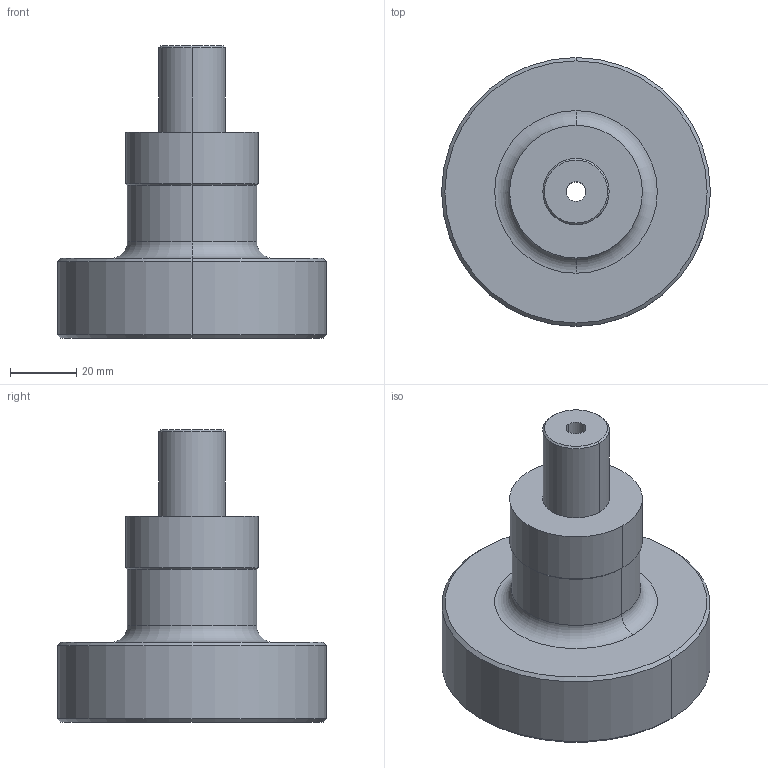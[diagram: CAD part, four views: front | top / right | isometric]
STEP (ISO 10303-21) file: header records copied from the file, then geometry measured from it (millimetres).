
FILE_DESCRIPTION((''),'2;1');
FILE_NAME('8432908188','2022-02-16T15:06:16',('thiemer'),(''),'CREO PARAMETRIC BY PTC INC, 2021164','CREO PARAMETRIC BY PTC INC, 2021164','');
FILE_SCHEMA(('AUTOMOTIVE_DESIGN { 1 0 10303 214 1 1 1 1 }'));
Length unit declared in the file: millimetre
Products named in the file (1): 8432908188
Bounding box: 81 x 81 x 88 mm (x, y, z)
Volume: 136678 mm3; surface area: 26095.1 mm2
Topology: 1 solids, 1 shells, 27 faces, 54 edges, 32 vertices
Faces by surface type: cylinder 12, cone 8, plane 5, torus 2
Entity records: 1195 total; most frequent: DIRECTION 178, CARTESIAN_POINT 138, ORIENTED_EDGE 108, AXIS2_PLACEMENT_3D 74, PRESENTATION_STYLE_ASSIGNMENT 68, STYLED_ITEM 68, CURVE_STYLE 67, EDGE_CURVE 54
